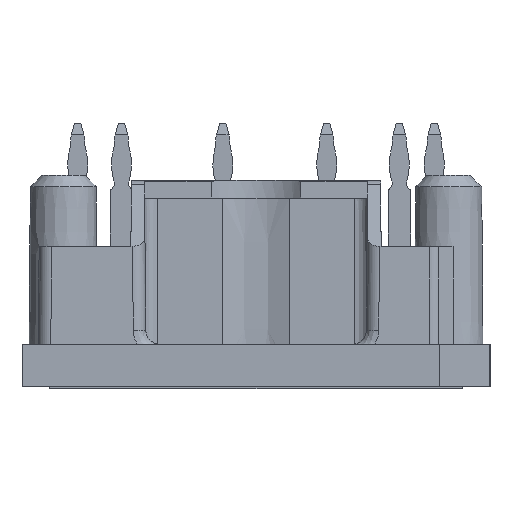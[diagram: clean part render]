
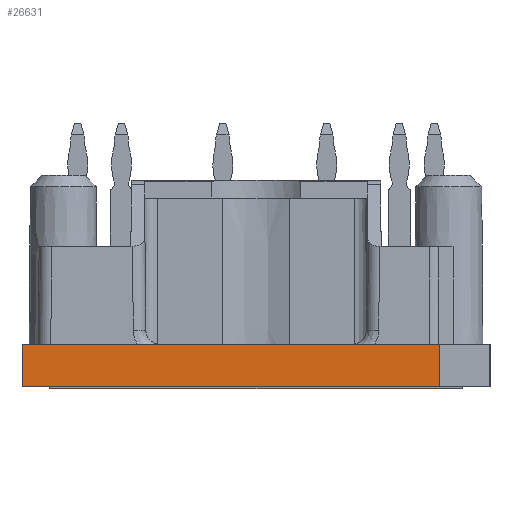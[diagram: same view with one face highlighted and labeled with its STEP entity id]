
A CAD part, left-side view. The second image highlights one B-rep face of the part: STEP entity #26631.
In plain terms, the highlighted planar face has unit normal (-1, 0, 0).
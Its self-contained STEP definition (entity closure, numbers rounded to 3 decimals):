
#2713=ORIENTED_EDGE('',*,*,#7816,.T.);
#2714=ORIENTED_EDGE('',*,*,#7839,.F.);
#2715=ORIENTED_EDGE('',*,*,#7832,.T.);
#2716=ORIENTED_EDGE('',*,*,#7840,.T.);
#7816=EDGE_CURVE('',#10323,#10321,#12150,.T.);
#7832=EDGE_CURVE('',#10331,#10330,#12166,.T.);
#7839=EDGE_CURVE('',#10331,#10321,#12173,.T.);
#7840=EDGE_CURVE('',#10330,#10323,#12174,.T.);
#10321=VERTEX_POINT('',#37002);
#10323=VERTEX_POINT('',#37005);
#10330=VERTEX_POINT('',#37033);
#10331=VERTEX_POINT('',#37035);
#12150=LINE('',#37004,#14246);
#12166=LINE('',#37034,#14262);
#12173=LINE('',#37046,#14269);
#12174=LINE('',#37047,#14270);
#14246=VECTOR('',#31083,1000.);
#14262=VECTOR('',#31111,1000.);
#14269=VECTOR('',#31124,1000.);
#14270=VECTOR('',#31125,1000.);
#16099=EDGE_LOOP('',(#2713,#2714,#2715,#2716));
#17273=FACE_BOUND('',#16099,.T.);
#18230=PLANE('',#28008);
#26631=ADVANCED_FACE('',(#17273),#18230,.F.);
#28008=AXIS2_PLACEMENT_3D('',#37045,#31122,#31123);
#31083=DIRECTION('',(0.,0.,1.));
#31111=DIRECTION('',(0.,0.,-1.));
#31122=DIRECTION('',(1.,0.,0.));
#31123=DIRECTION('',(0.,1.,0.));
#31124=DIRECTION('',(0.,-1.,0.));
#31125=DIRECTION('',(0.,-1.,0.));
#37002=CARTESIAN_POINT('',(-41.,-14.7,3.4));
#37004=CARTESIAN_POINT('',(-41.,-14.7,3.4));
#37005=CARTESIAN_POINT('',(-41.,-14.7,0.));
#37033=CARTESIAN_POINT('',(-41.,18.7,0.));
#37034=CARTESIAN_POINT('',(-41.,18.7,3.4));
#37035=CARTESIAN_POINT('',(-41.,18.7,3.4));
#37045=CARTESIAN_POINT('',(-41.,18.7,3.4));
#37046=CARTESIAN_POINT('',(-41.,18.7,3.4));
#37047=CARTESIAN_POINT('',(-41.,18.7,0.));
